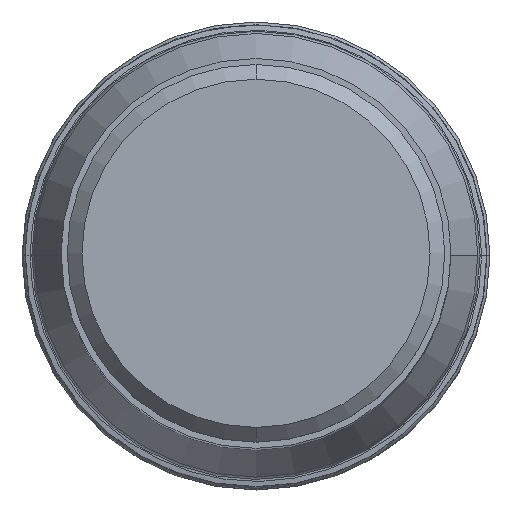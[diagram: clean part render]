
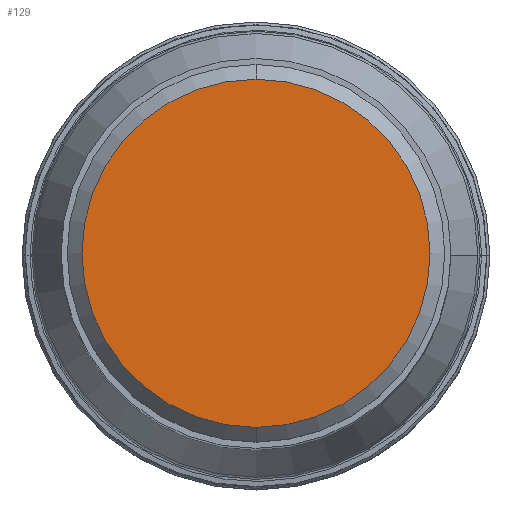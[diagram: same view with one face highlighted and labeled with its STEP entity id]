
A CAD part, top view. The second image highlights one B-rep face of the part: STEP entity #129.
In plain terms, the highlighted planar face has unit normal (0, 0, 1).
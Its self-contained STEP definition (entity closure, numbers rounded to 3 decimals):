
#34=PLANE('',#1178);
#129=ADVANCED_FACE('',(#210),#34,.F.);
#210=FACE_OUTER_BOUND('',#270,.T.);
#270=EDGE_LOOP('',(#470,#471));
#470=ORIENTED_EDGE('',*,*,#754,.T.);
#471=ORIENTED_EDGE('',*,*,#755,.T.);
#631=VERTEX_POINT('',#2722);
#632=VERTEX_POINT('',#2723);
#754=EDGE_CURVE('',#631,#632,#904,.T.);
#755=EDGE_CURVE('',#632,#631,#905,.T.);
#904=CIRCLE('',#1176,14.175);
#905=CIRCLE('',#1177,14.175);
#1176=AXIS2_PLACEMENT_3D('',#2721,#1424,#1425);
#1177=AXIS2_PLACEMENT_3D('',#2724,#1426,#1427);
#1178=AXIS2_PLACEMENT_3D('',#2725,#1428,#1429);
#1424=DIRECTION('',(0.,0.,1.));
#1425=DIRECTION('',(0.,-1.,0.));
#1426=DIRECTION('',(0.,0.,1.));
#1427=DIRECTION('',(0.,1.,0.));
#1428=DIRECTION('',(0.,0.,-1.));
#1429=DIRECTION('',(-1.,0.,0.));
#2721=CARTESIAN_POINT('',(0.,0.,42.863));
#2722=CARTESIAN_POINT('',(0.,-14.175,42.863));
#2723=CARTESIAN_POINT('',(0.,14.175,42.863));
#2724=CARTESIAN_POINT('',(0.,0.,42.863));
#2725=CARTESIAN_POINT('',(0.,0.,42.863));
